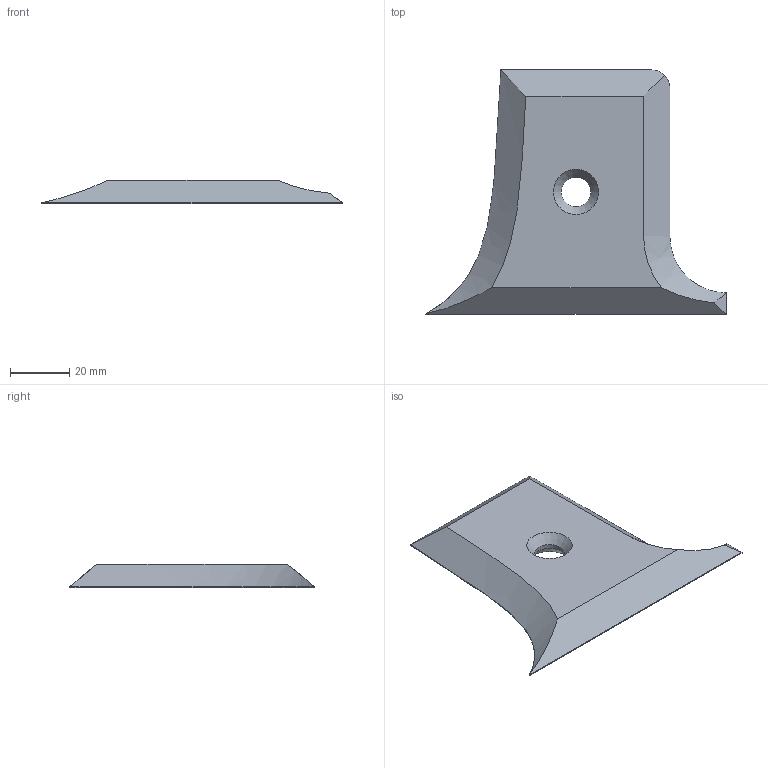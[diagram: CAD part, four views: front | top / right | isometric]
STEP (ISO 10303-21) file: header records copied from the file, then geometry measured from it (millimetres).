
FILE_DESCRIPTION(/* description */ ('','CAx-IF Rec.Pracs.---Representation and Presentation of Product Manufacturing Information (PMI)---4.0---2014-10-13'),/* implementation_level */ '2;1');
FILE_NAME(/* name */ 'Pottery Contour Tool 0003 v2.step',/* time_stamp */ '2025-01-16T12:09:18-08:00',/* author */ (''),/* organization */ (''),/* preprocessor_version */ 'ST-DEVELOPER v20',/* originating_system */ 'Autodesk Translation Framework v13.20.0.188',/* authorisation */ '');
FILE_SCHEMA (('AP242_MANAGED_MODEL_BASED_3D_ENGINEERING_MIM_LF { 1 0 10303 442 1 1 4 }'));
Length unit declared in the file: inch
Products named in the file (1): Pottery Contour Shark
Bounding box: 101.6 x 82.55 x 7.94 mm (x, y, z)
Volume: 31288 mm3; surface area: 11635 mm2
Topology: 1 solids, 1 shells, 18 faces, 41 edges, 25 vertices
Faces by surface type: plane 10, cone 3, cylinder 3, bspline 2
Full cylindrical faces by diameter (mm): 10 x1
Entity records: 594 total; most frequent: CARTESIAN_POINT 161, ORIENTED_EDGE 82, DIRECTION 80, EDGE_CURVE 41, AXIS2_PLACEMENT_3D 28, VERTEX_POINT 25, LINE 24, VECTOR 24
